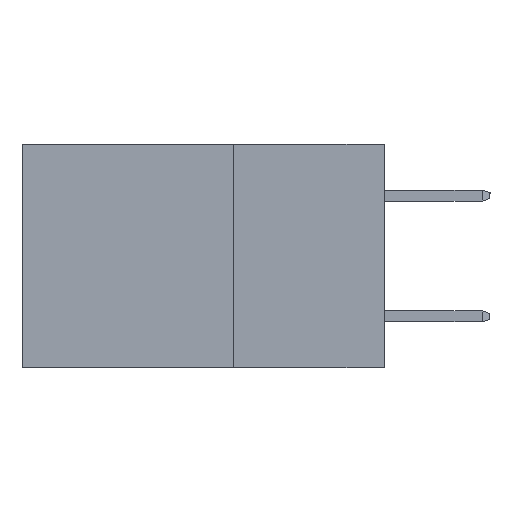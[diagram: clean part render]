
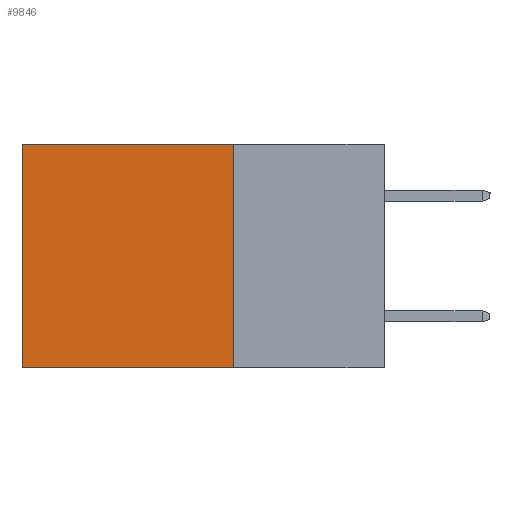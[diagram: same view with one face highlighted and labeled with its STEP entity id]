
A CAD part, left-side view. The second image highlights one B-rep face of the part: STEP entity #9846.
In plain terms, the highlighted planar face has unit normal (-1, 0, 0).
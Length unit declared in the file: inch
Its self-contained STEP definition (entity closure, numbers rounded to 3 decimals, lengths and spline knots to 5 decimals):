
#121 = ORIENTED_EDGE ( 'NONE', *, *, #928, .F. ) ;
#928 = EDGE_CURVE ( 'NONE', #12422, #13005, #13235, .T. ) ;
#1485 = DIRECTION ( 'NONE',  ( 0., 1., 0. ) ) ;
#1666 = CARTESIAN_POINT ( 'NONE',  ( 0.2615, 0.25, -0.37 ) ) ;
#2583 = CARTESIAN_POINT ( 'NONE',  ( 0.2615, 0.25, -0.37 ) ) ;
#2676 = ORIENTED_EDGE ( 'NONE', *, *, #3383, .T. ) ;
#2741 = EDGE_CURVE ( 'NONE', #12422, #13657, #12230, .T. ) ;
#2834 = VECTOR ( 'NONE', #1485, 39.37008 ) ;
#3383 = EDGE_CURVE ( 'NONE', #13657, #4442, #6991, .T. ) ;
#3681 = CARTESIAN_POINT ( 'NONE',  ( 0.2615, 0.25, -0.37 ) ) ;
#3707 = CARTESIAN_POINT ( 'NONE',  ( 0.2615, 0.25, 0. ) ) ;
#4100 = DIRECTION ( 'NONE',  ( 1., 0., 0. ) ) ;
#4442 = VERTEX_POINT ( 'NONE', #12975 ) ;
#4551 = ORIENTED_EDGE ( 'NONE', *, *, #10819, .F. ) ;
#6137 = CARTESIAN_POINT ( 'NONE',  ( 0.2615, 0.6, 0. ) ) ;
#6991 = LINE ( 'NONE', #10188, #7808 ) ;
#7175 = CARTESIAN_POINT ( 'NONE',  ( 0.2615, 0.25, -0.37 ) ) ;
#7808 = VECTOR ( 'NONE', #13656, 39.37008 ) ;
#7865 = EDGE_LOOP ( 'NONE', ( #2676, #4551, #121, #9393 ) ) ;
#8239 = CARTESIAN_POINT ( 'NONE',  ( 0.2615, 0.25, 0. ) ) ;
#9069 = DIRECTION ( 'NONE',  ( 0., 0., -1. ) ) ;
#9393 = ORIENTED_EDGE ( 'NONE', *, *, #2741, .T. ) ;
#9471 = PLANE ( 'NONE',  #11496 ) ;
#9846 = ADVANCED_FACE ( 'NONE', ( #12743 ), #9471, .F. ) ;
#10172 = VECTOR ( 'NONE', #9069, 39.37008 ) ;
#10188 = CARTESIAN_POINT ( 'NONE',  ( 0.2615, 0.6, -0.37 ) ) ;
#10819 = EDGE_CURVE ( 'NONE', #13005, #4442, #11912, .T. ) ;
#11496 = AXIS2_PLACEMENT_3D ( 'NONE', #7175, #4100, #13706 ) ;
#11912 = LINE ( 'NONE', #2583, #2834 ) ;
#12153 = DIRECTION ( 'NONE',  ( 0., 1., 0. ) ) ;
#12230 = LINE ( 'NONE', #3707, #13363 ) ;
#12422 = VERTEX_POINT ( 'NONE', #8239 ) ;
#12743 = FACE_OUTER_BOUND ( 'NONE', #7865, .T. ) ;
#12975 = CARTESIAN_POINT ( 'NONE',  ( 0.2615, 0.6, -0.37 ) ) ;
#13005 = VERTEX_POINT ( 'NONE', #1666 ) ;
#13235 = LINE ( 'NONE', #3681, #10172 ) ;
#13363 = VECTOR ( 'NONE', #12153, 39.37008 ) ;
#13656 = DIRECTION ( 'NONE',  ( 0., 0., -1. ) ) ;
#13657 = VERTEX_POINT ( 'NONE', #6137 ) ;
#13706 = DIRECTION ( 'NONE',  ( 0., 0., -1. ) ) ;
